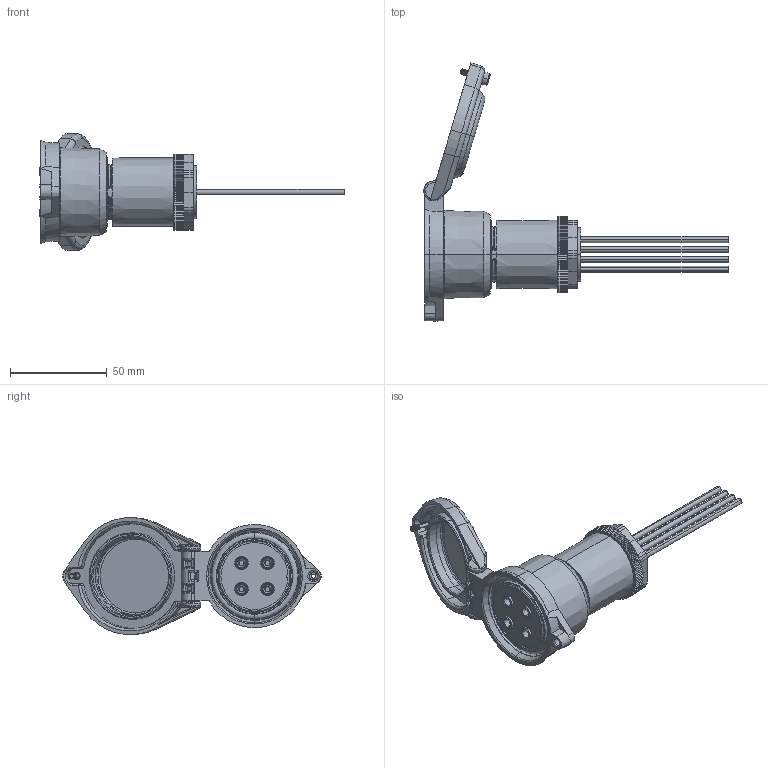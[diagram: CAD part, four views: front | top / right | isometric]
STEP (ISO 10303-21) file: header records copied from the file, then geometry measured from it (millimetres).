
FILE_DESCRIPTION (( 'STEP AP214' ), '1' );
FILE_NAME ('R-3MT-VI-KIT_3D.STEP', '2022-11-30T21:45:17', ( '' ), ( '' ), 'SwSTEP 2.0', 'SolidWorks 2021', '' );
FILE_SCHEMA (( 'AUTOMOTIVE_DESIGN' ));
Length unit declared in the file: inch
Products named in the file (12): Z-990-37P7X3P5A50-RING; Z-120-30X31-SPACER; Z-120-30MPESDOR-B; Z-120-30MPESDOR-C; R-3MT-VI-CAP_OpenFull; R-3MT-VI; Z-120-30X1-5-NUT; Z-000-4401_2TCPTV; R-3MT-VI_BODY; Z-990-31P5X2P5A70-RING; Z-004-440S51-INSERT; R-3MT-VI-KIT_3D
Assembly tree (12 placements, depth 3):
  R-3MT-VI-KIT_3D
    R-3MT-VI-CAP_OpenFull
      Z-120-30MPESDOR-B
      Z-004-440S51-INSERT
      Z-120-30MPESDOR-C
      Z-000-4401_2TCPTV
      Z-990-31P5X2P5A70-RING
      Z-990-37P7X3P5A50-RING
    R-3MT-VI
      R-3MT-VI_BODY
      Z-990-31P5X2P5A70-RING
      Z-120-30X31-SPACER
      Z-120-30X1-5-NUT
Bounding box: 157.25 x 133.61 x 60.43 mm (x, y, z)
Volume: 113733.1 mm3; surface area: 59437.4 mm2
Topology: 10 solids, 16 shells, 1861 faces, 4468 edges, 2649 vertices
Faces by surface type: plane 732, cylinder 489, bspline 433, cone 125, torus 74, sphere 8
Entity records: 588312 total; most frequent: CARTESIAN_POINT 536362, ORIENTED_EDGE 8904, DIRECTION 5763, EDGE_CURVE 4452, VERTEX_POINT 2645, AXIS2_PLACEMENT_3D 2028, EDGE_LOOP 1901, FACE_OUTER_BOUND 1857
